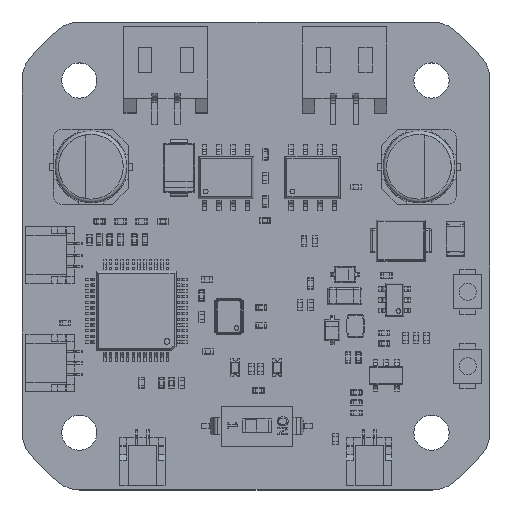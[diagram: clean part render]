
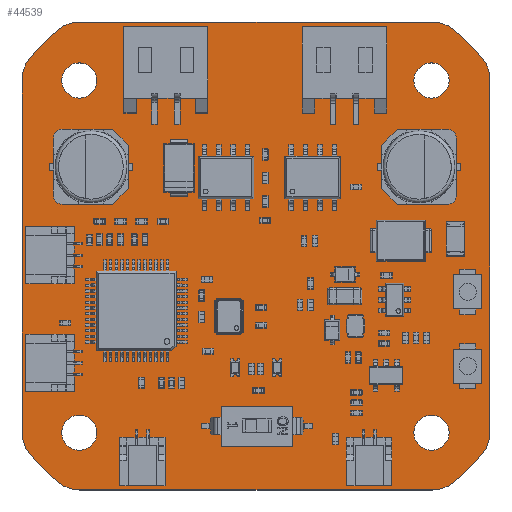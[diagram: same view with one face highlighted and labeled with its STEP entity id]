
A CAD part, top view. The second image highlights one B-rep face of the part: STEP entity #44539.
In plain terms, the highlighted planar face has unit normal (0, 0, 1).
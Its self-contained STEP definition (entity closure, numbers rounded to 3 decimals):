
#3049=CIRCLE('',#47952,3.003);
#3051=CIRCLE('',#47957,3.003);
#3053=CIRCLE('',#47960,13.761);
#3055=CIRCLE('',#47963,2.995);
#3057=CIRCLE('',#47967,2.995);
#3059=CIRCLE('',#47970,13.761);
#3061=CIRCLE('',#47973,2.995);
#3063=CIRCLE('',#47977,2.995);
#3065=CIRCLE('',#47980,13.761);
#3067=CIRCLE('',#47983,3.003);
#3069=CIRCLE('',#47987,3.003);
#3071=CIRCLE('',#47990,13.761);
#3073=CIRCLE('',#47993,1.55);
#3075=CIRCLE('',#47996,1.55);
#3077=CIRCLE('',#47999,1.55);
#3079=CIRCLE('',#48002,1.55);
#4174=FACE_BOUND('',#7230,.T.);
#4175=FACE_BOUND('',#7231,.T.);
#4176=FACE_BOUND('',#7232,.T.);
#4177=FACE_BOUND('',#7233,.T.);
#4684=FACE_OUTER_BOUND('',#7229,.T.);
#7229=EDGE_LOOP('',(#32148,#32149,#32150,#32151,#32152,#32153,#32154,#32155,
#32156,#32157,#32158,#32159,#32160,#32161,#32162,#32163,#32164));
#7230=EDGE_LOOP('',(#32165));
#7231=EDGE_LOOP('',(#32166));
#7232=EDGE_LOOP('',(#32167));
#7233=EDGE_LOOP('',(#32168));
#10343=LINE('',#67193,#15315);
#10346=LINE('',#67199,#15318);
#10352=LINE('',#67223,#15324);
#10358=LINE('',#67247,#15330);
#10364=LINE('',#67271,#15336);
#15315=VECTOR('',#53725,1.);
#15318=VECTOR('',#53730,1.);
#15324=VECTOR('',#53756,1.);
#15330=VECTOR('',#53782,1.);
#15336=VECTOR('',#53808,1.);
#20084=VERTEX_POINT('',#67184);
#20085=VERTEX_POINT('',#67186);
#20087=VERTEX_POINT('',#67192);
#20089=VERTEX_POINT('',#67198);
#20091=VERTEX_POINT('',#67204);
#20093=VERTEX_POINT('',#67210);
#20095=VERTEX_POINT('',#67216);
#20097=VERTEX_POINT('',#67222);
#20099=VERTEX_POINT('',#67228);
#20101=VERTEX_POINT('',#67234);
#20103=VERTEX_POINT('',#67240);
#20105=VERTEX_POINT('',#67246);
#20107=VERTEX_POINT('',#67252);
#20109=VERTEX_POINT('',#67258);
#20111=VERTEX_POINT('',#67264);
#20113=VERTEX_POINT('',#67270);
#20115=VERTEX_POINT('',#67276);
#20117=VERTEX_POINT('',#67285);
#20119=VERTEX_POINT('',#67291);
#20121=VERTEX_POINT('',#67297);
#20123=VERTEX_POINT('',#67303);
#24514=EDGE_CURVE('',#20084,#20085,#3049,.T.);
#24517=EDGE_CURVE('',#20085,#20087,#10343,.T.);
#24520=EDGE_CURVE('',#20087,#20089,#10346,.T.);
#24523=EDGE_CURVE('',#20089,#20091,#3051,.T.);
#24526=EDGE_CURVE('',#20091,#20093,#3053,.T.);
#24529=EDGE_CURVE('',#20093,#20095,#3055,.T.);
#24532=EDGE_CURVE('',#20095,#20097,#10352,.T.);
#24535=EDGE_CURVE('',#20097,#20099,#3057,.T.);
#24538=EDGE_CURVE('',#20099,#20101,#3059,.T.);
#24541=EDGE_CURVE('',#20101,#20103,#3061,.T.);
#24544=EDGE_CURVE('',#20103,#20105,#10358,.T.);
#24547=EDGE_CURVE('',#20105,#20107,#3063,.T.);
#24550=EDGE_CURVE('',#20107,#20109,#3065,.T.);
#24553=EDGE_CURVE('',#20109,#20111,#3067,.T.);
#24556=EDGE_CURVE('',#20111,#20113,#10364,.T.);
#24559=EDGE_CURVE('',#20113,#20115,#3069,.T.);
#24562=EDGE_CURVE('',#20115,#20084,#3071,.T.);
#24564=EDGE_CURVE('',#20117,#20117,#3073,.T.);
#24567=EDGE_CURVE('',#20119,#20119,#3075,.T.);
#24570=EDGE_CURVE('',#20121,#20121,#3077,.T.);
#24573=EDGE_CURVE('',#20123,#20123,#3079,.T.);
#32148=ORIENTED_EDGE('',*,*,#24514,.F.);
#32149=ORIENTED_EDGE('',*,*,#24562,.F.);
#32150=ORIENTED_EDGE('',*,*,#24559,.F.);
#32151=ORIENTED_EDGE('',*,*,#24556,.F.);
#32152=ORIENTED_EDGE('',*,*,#24553,.F.);
#32153=ORIENTED_EDGE('',*,*,#24550,.F.);
#32154=ORIENTED_EDGE('',*,*,#24547,.F.);
#32155=ORIENTED_EDGE('',*,*,#24544,.F.);
#32156=ORIENTED_EDGE('',*,*,#24541,.F.);
#32157=ORIENTED_EDGE('',*,*,#24538,.F.);
#32158=ORIENTED_EDGE('',*,*,#24535,.F.);
#32159=ORIENTED_EDGE('',*,*,#24532,.F.);
#32160=ORIENTED_EDGE('',*,*,#24529,.F.);
#32161=ORIENTED_EDGE('',*,*,#24526,.F.);
#32162=ORIENTED_EDGE('',*,*,#24523,.F.);
#32163=ORIENTED_EDGE('',*,*,#24520,.F.);
#32164=ORIENTED_EDGE('',*,*,#24517,.F.);
#32165=ORIENTED_EDGE('',*,*,#24564,.F.);
#32166=ORIENTED_EDGE('',*,*,#24567,.F.);
#32167=ORIENTED_EDGE('',*,*,#24570,.F.);
#32168=ORIENTED_EDGE('',*,*,#24573,.F.);
#42724=PLANE('',#48005);
#44539=ADVANCED_FACE('',(#4684,#4174,#4175,#4176,#4177),#42724,.F.);
#47952=AXIS2_PLACEMENT_3D('',#67187,#53718,#53719);
#47957=AXIS2_PLACEMENT_3D('',#67205,#53735,#53736);
#47960=AXIS2_PLACEMENT_3D('',#67211,#53742,#53743);
#47963=AXIS2_PLACEMENT_3D('',#67217,#53749,#53750);
#47967=AXIS2_PLACEMENT_3D('',#67229,#53761,#53762);
#47970=AXIS2_PLACEMENT_3D('',#67235,#53768,#53769);
#47973=AXIS2_PLACEMENT_3D('',#67241,#53775,#53776);
#47977=AXIS2_PLACEMENT_3D('',#67253,#53787,#53788);
#47980=AXIS2_PLACEMENT_3D('',#67259,#53794,#53795);
#47983=AXIS2_PLACEMENT_3D('',#67265,#53801,#53802);
#47987=AXIS2_PLACEMENT_3D('',#67277,#53813,#53814);
#47990=AXIS2_PLACEMENT_3D('',#67282,#53820,#53821);
#47993=AXIS2_PLACEMENT_3D('',#67286,#53826,#53827);
#47996=AXIS2_PLACEMENT_3D('',#67292,#53833,#53834);
#47999=AXIS2_PLACEMENT_3D('',#67298,#53840,#53841);
#48002=AXIS2_PLACEMENT_3D('',#67304,#53847,#53848);
#48005=AXIS2_PLACEMENT_3D('',#67309,#53854,#53855);
#53718=DIRECTION('center_axis',(0.,0.,-1.));
#53719=DIRECTION('ref_axis',(-0.798,-0.603,0.));
#53725=DIRECTION('',(0.,1.,0.));
#53730=DIRECTION('',(0.,1.,0.));
#53735=DIRECTION('center_axis',(0.,0.,-1.));
#53736=DIRECTION('ref_axis',(-1.,0.,0.));
#53742=DIRECTION('center_axis',(0.,0.,-1.));
#53743=DIRECTION('ref_axis',(-0.798,0.603,0.));
#53749=DIRECTION('center_axis',(0.,0.,-1.));
#53750=DIRECTION('ref_axis',(-0.604,0.797,0.));
#53756=DIRECTION('',(1.,0.,0.));
#53761=DIRECTION('center_axis',(0.,0.,-1.));
#53762=DIRECTION('ref_axis',(0.,1.,0.));
#53768=DIRECTION('center_axis',(0.,0.,-1.));
#53769=DIRECTION('ref_axis',(0.603,0.798,0.));
#53775=DIRECTION('center_axis',(0.,0.,-1.));
#53776=DIRECTION('ref_axis',(0.797,0.604,0.));
#53782=DIRECTION('',(0.,-1.,0.));
#53787=DIRECTION('center_axis',(0.,0.,-1.));
#53788=DIRECTION('ref_axis',(1.,0.,0.));
#53794=DIRECTION('center_axis',(0.,0.,-1.));
#53795=DIRECTION('ref_axis',(0.798,-0.603,0.));
#53801=DIRECTION('center_axis',(0.,0.,-1.));
#53802=DIRECTION('ref_axis',(0.603,-0.798,0.));
#53808=DIRECTION('',(-1.,0.,0.));
#53813=DIRECTION('center_axis',(0.,0.,-1.));
#53814=DIRECTION('ref_axis',(0.,-1.,0.));
#53820=DIRECTION('center_axis',(0.,0.,-1.));
#53821=DIRECTION('ref_axis',(-0.603,-0.798,0.));
#53826=DIRECTION('center_axis',(0.,0.,1.));
#53827=DIRECTION('ref_axis',(1.,0.,0.));
#53833=DIRECTION('center_axis',(0.,0.,1.));
#53834=DIRECTION('ref_axis',(1.,0.,0.));
#53840=DIRECTION('center_axis',(0.,0.,1.));
#53841=DIRECTION('ref_axis',(1.,0.,0.));
#53847=DIRECTION('center_axis',(0.,0.,1.));
#53848=DIRECTION('ref_axis',(1.,0.,0.));
#53854=DIRECTION('center_axis',(0.,0.,-1.));
#53855=DIRECTION('ref_axis',(-1.,0.,0.));
#67184=CARTESIAN_POINT('',(-4.442,-1.765,0.798));
#67186=CARTESIAN_POINT('',(-5.049,0.045,0.798));
#67187=CARTESIAN_POINT('Origin',(-2.046,0.045,0.798));
#67192=CARTESIAN_POINT('',(-5.049,23.051,0.798));
#67193=CARTESIAN_POINT('',(-5.049,0.045,0.798));
#67198=CARTESIAN_POINT('',(-5.049,31.057,0.798));
#67199=CARTESIAN_POINT('',(-5.049,23.051,0.798));
#67204=CARTESIAN_POINT('',(-4.442,32.866,0.798));
#67205=CARTESIAN_POINT('Origin',(-2.046,31.056,0.798));
#67210=CARTESIAN_POINT('',(-1.765,35.543,0.798));
#67211=CARTESIAN_POINT('Origin',(6.534,24.567,0.798));
#67216=CARTESIAN_POINT('',(0.045,36.151,0.798));
#67217=CARTESIAN_POINT('Origin',(0.044,33.156,0.798));
#67222=CARTESIAN_POINT('',(31.057,36.151,0.798));
#67223=CARTESIAN_POINT('',(0.045,36.151,0.798));
#67228=CARTESIAN_POINT('',(32.866,35.543,0.798));
#67229=CARTESIAN_POINT('Origin',(31.057,33.156,0.798));
#67234=CARTESIAN_POINT('',(35.543,32.866,0.798));
#67235=CARTESIAN_POINT('Origin',(24.567,24.567,0.798));
#67240=CARTESIAN_POINT('',(36.151,31.057,0.798));
#67241=CARTESIAN_POINT('Origin',(33.156,31.057,0.798));
#67246=CARTESIAN_POINT('',(36.151,0.045,0.798));
#67247=CARTESIAN_POINT('',(36.151,31.057,0.798));
#67252=CARTESIAN_POINT('',(35.543,-1.765,0.798));
#67253=CARTESIAN_POINT('Origin',(33.156,0.044,0.798));
#67258=CARTESIAN_POINT('',(32.866,-4.442,0.798));
#67259=CARTESIAN_POINT('Origin',(24.567,6.534,0.798));
#67264=CARTESIAN_POINT('',(31.057,-5.049,0.798));
#67265=CARTESIAN_POINT('Origin',(31.056,-2.046,0.798));
#67270=CARTESIAN_POINT('',(0.045,-5.049,0.798));
#67271=CARTESIAN_POINT('',(31.057,-5.049,0.798));
#67276=CARTESIAN_POINT('',(-1.765,-4.442,0.798));
#67277=CARTESIAN_POINT('Origin',(0.045,-2.046,0.798));
#67282=CARTESIAN_POINT('Origin',(6.534,6.534,0.798));
#67285=CARTESIAN_POINT('',(-1.55,0.,0.798));
#67286=CARTESIAN_POINT('Origin',(0.,0.,0.798));
#67291=CARTESIAN_POINT('',(-1.55,31.,0.798));
#67292=CARTESIAN_POINT('Origin',(0.,31.,0.798));
#67297=CARTESIAN_POINT('',(29.45,0.,0.798));
#67298=CARTESIAN_POINT('Origin',(31.,0.,0.798));
#67303=CARTESIAN_POINT('',(29.45,31.,0.798));
#67304=CARTESIAN_POINT('Origin',(31.,31.,0.798));
#67309=CARTESIAN_POINT('Origin',(15.551,15.551,0.798));
